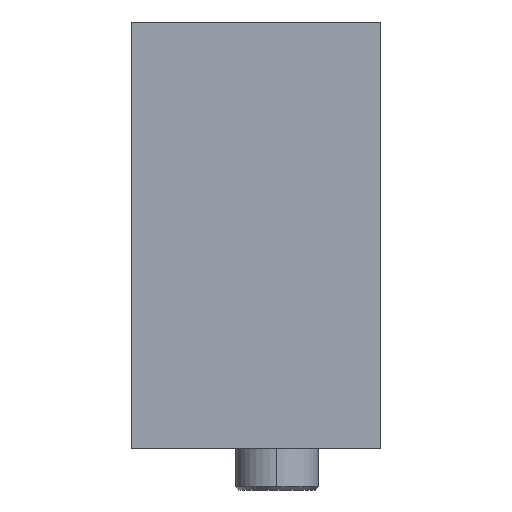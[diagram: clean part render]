
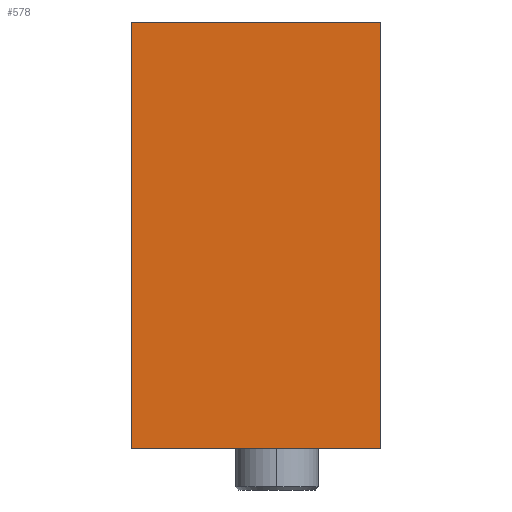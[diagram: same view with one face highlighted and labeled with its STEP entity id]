
A CAD part, left-side view. The second image highlights one B-rep face of the part: STEP entity #578.
In plain terms, the highlighted planar face has unit normal (-1, 0, 0).
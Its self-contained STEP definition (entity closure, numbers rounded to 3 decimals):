
#31 = ORIENTED_EDGE ( 'NONE', *, *, #937, .F. ) ;
#45 = DIRECTION ( 'NONE',  ( 0., -1., 0. ) ) ;
#55 = CARTESIAN_POINT ( 'NONE',  ( 0., 0., 20.5 ) ) ;
#89 = CARTESIAN_POINT ( 'NONE',  ( 0., 12., 20.5 ) ) ;
#94 = VECTOR ( 'NONE', #726, 1000. ) ;
#196 = DIRECTION ( 'NONE',  ( 0., 0., -1. ) ) ;
#205 = CARTESIAN_POINT ( 'NONE',  ( 0., 12., 20.5 ) ) ;
#237 = CARTESIAN_POINT ( 'NONE',  ( 0., 0., 0. ) ) ;
#319 = VERTEX_POINT ( 'NONE', #541 ) ;
#334 = ORIENTED_EDGE ( 'NONE', *, *, #705, .F. ) ;
#345 = LINE ( 'NONE', #808, #94 ) ;
#372 = DIRECTION ( 'NONE',  ( 0., 0., -1. ) ) ;
#393 = CARTESIAN_POINT ( 'NONE',  ( 0., 0., 20.5 ) ) ;
#431 = EDGE_LOOP ( 'NONE', ( #1126, #31, #334, #643 ) ) ;
#462 = VECTOR ( 'NONE', #693, 1000. ) ;
#492 = EDGE_CURVE ( 'NONE', #914, #319, #580, .T. ) ;
#541 = CARTESIAN_POINT ( 'NONE',  ( 0., 12., 0. ) ) ;
#578 = ADVANCED_FACE ( 'NONE', ( #1093 ), #590, .F. ) ;
#580 = LINE ( 'NONE', #205, #462 ) ;
#590 = PLANE ( 'NONE',  #965 ) ;
#595 = DIRECTION ( 'NONE',  ( 1., 0., 0. ) ) ;
#643 = ORIENTED_EDGE ( 'NONE', *, *, #492, .T. ) ;
#693 = DIRECTION ( 'NONE',  ( 0., 0., -1. ) ) ;
#705 = EDGE_CURVE ( 'NONE', #914, #732, #345, .T. ) ;
#726 = DIRECTION ( 'NONE',  ( 0., -1., 0. ) ) ;
#732 = VERTEX_POINT ( 'NONE', #55 ) ;
#751 = LINE ( 'NONE', #237, #823 ) ;
#780 = VECTOR ( 'NONE', #372, 1000. ) ;
#782 = CARTESIAN_POINT ( 'NONE',  ( 0., 0., 20.5 ) ) ;
#808 = CARTESIAN_POINT ( 'NONE',  ( 0., 0., 20.5 ) ) ;
#823 = VECTOR ( 'NONE', #45, 1000. ) ;
#914 = VERTEX_POINT ( 'NONE', #89 ) ;
#921 = VERTEX_POINT ( 'NONE', #1206 ) ;
#937 = EDGE_CURVE ( 'NONE', #732, #921, #1026, .T. ) ;
#965 = AXIS2_PLACEMENT_3D ( 'NONE', #782, #595, #196 ) ;
#1026 = LINE ( 'NONE', #393, #780 ) ;
#1058 = EDGE_CURVE ( 'NONE', #319, #921, #751, .T. ) ;
#1093 = FACE_OUTER_BOUND ( 'NONE', #431, .T. ) ;
#1126 = ORIENTED_EDGE ( 'NONE', *, *, #1058, .T. ) ;
#1206 = CARTESIAN_POINT ( 'NONE',  ( 0., 0., 0. ) ) ;
